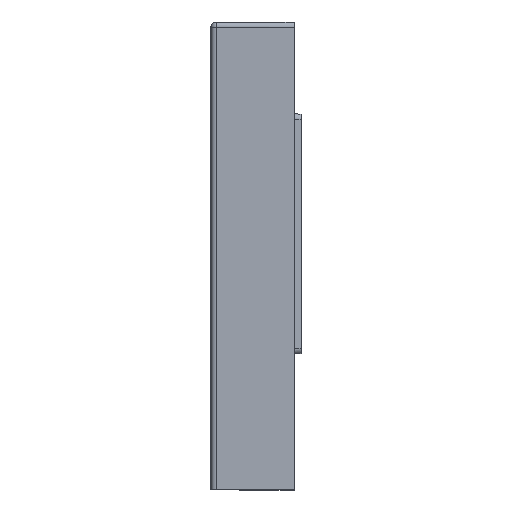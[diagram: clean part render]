
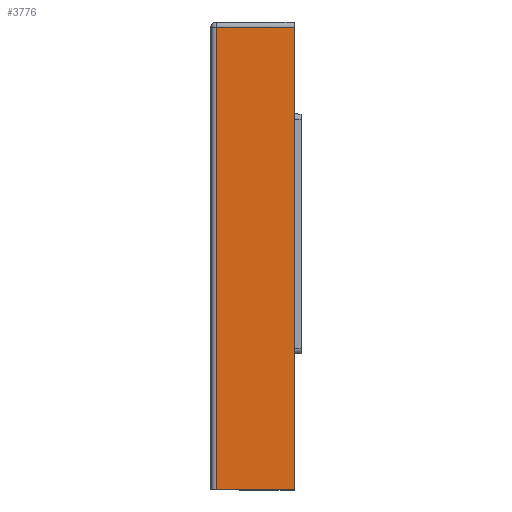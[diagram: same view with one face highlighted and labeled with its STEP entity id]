
A CAD part, left-side view. The second image highlights one B-rep face of the part: STEP entity #3776.
In plain terms, the highlighted planar face has unit normal (-1, 0.018, 0).
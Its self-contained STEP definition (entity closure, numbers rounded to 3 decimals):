
#270 = CARTESIAN_POINT ( 'NONE',  ( -500., 0., 0. ) ) ;
#456 = ORIENTED_EDGE ( 'NONE', *, *, #3824, .T. ) ;
#629 = VERTEX_POINT ( 'NONE', #726 ) ;
#726 = CARTESIAN_POINT ( 'NONE',  ( -498.689, 75.087, -255. ) ) ;
#757 = EDGE_CURVE ( 'NONE', #4118, #629, #4723, .T. ) ;
#995 = ORIENTED_EDGE ( 'NONE', *, *, #757, .T. ) ;
#1006 = EDGE_CURVE ( 'NONE', #3078, #2853, #4136, .T. ) ;
#1092 = CARTESIAN_POINT ( 'NONE',  ( -500., 0., -255. ) ) ;
#1208 = DIRECTION ( 'NONE',  ( -0.017, -1., 0. ) ) ;
#1217 = DIRECTION ( 'NONE',  ( 0.017, 1., 0. ) ) ;
#1386 = DIRECTION ( 'NONE',  ( 0.017, 1., 0. ) ) ;
#1626 = PLANE ( 'NONE',  #3453 ) ;
#1965 = DIRECTION ( 'NONE',  ( 0., 0., 1. ) ) ;
#2024 = ORIENTED_EDGE ( 'NONE', *, *, #4433, .T. ) ;
#2105 = CARTESIAN_POINT ( 'NONE',  ( -498.689, 75.087, -255. ) ) ;
#2110 = CARTESIAN_POINT ( 'NONE',  ( -498.689, 75.087, 190. ) ) ;
#2853 = VERTEX_POINT ( 'NONE', #5565 ) ;
#2980 = VECTOR ( 'NONE', #1386, 1000. ) ;
#3074 = VECTOR ( 'NONE', #1208, 1000. ) ;
#3078 = VERTEX_POINT ( 'NONE', #1092 ) ;
#3333 = LINE ( 'NONE', #5106, #3074 ) ;
#3338 = CARTESIAN_POINT ( 'NONE',  ( -500., 0., -429.591 ) ) ;
#3453 = AXIS2_PLACEMENT_3D ( 'NONE', #3338, #5113, #1217 ) ;
#3523 = LINE ( 'NONE', #5286, #2980 ) ;
#3680 = VECTOR ( 'NONE', #3846, 1000. ) ;
#3776 = ADVANCED_FACE ( 'NONE', ( #5551 ), #1626, .F. ) ;
#3824 = EDGE_CURVE ( 'NONE', #2853, #4118, #3523, .T. ) ;
#3846 = DIRECTION ( 'NONE',  ( 0., 0., -1. ) ) ;
#4058 = VECTOR ( 'NONE', #1965, 1000. ) ;
#4061 = EDGE_LOOP ( 'NONE', ( #4599, #456, #995, #2024 ) ) ;
#4118 = VERTEX_POINT ( 'NONE', #2110 ) ;
#4136 = LINE ( 'NONE', #270, #4058 ) ;
#4433 = EDGE_CURVE ( 'NONE', #629, #3078, #3333, .T. ) ;
#4599 = ORIENTED_EDGE ( 'NONE', *, *, #1006, .T. ) ;
#4723 = LINE ( 'NONE', #2105, #3680 ) ;
#5106 = CARTESIAN_POINT ( 'NONE',  ( -500.117, -6.698, -255. ) ) ;
#5113 = DIRECTION ( 'NONE',  ( 1., -0.017, 0. ) ) ;
#5286 = CARTESIAN_POINT ( 'NONE',  ( -498.604, 80., 190. ) ) ;
#5551 = FACE_OUTER_BOUND ( 'NONE', #4061, .T. ) ;
#5565 = CARTESIAN_POINT ( 'NONE',  ( -500., 0., 190. ) ) ;
